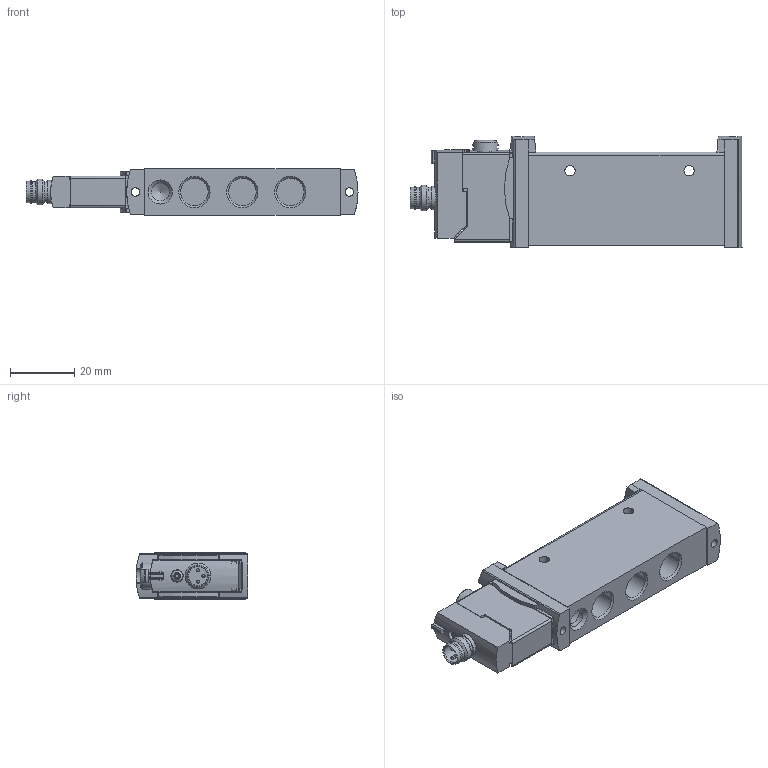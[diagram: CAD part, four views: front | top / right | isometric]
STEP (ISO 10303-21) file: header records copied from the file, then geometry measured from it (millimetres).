
FILE_DESCRIPTION(/* description */ ('STEP AP214'),/* implementation_level */ '2;1');
FILE_NAME(/* name */ '8031508_VUVG-L14-M52-MT-G18-1R8L',/* time_stamp */ '2024-09-11T03:43:07+02:00',/* author */ ('License CC BY-ND 4.0'),/* organization */ ('CADENAS'),/* preprocessor_version */ 'ST-DEVELOPER v19.3',/* originating_system */ 'PARTsolutions',/* authorisation */ ' ');
FILE_SCHEMA (('AUTOMOTIVE_DESIGN {1 0 10303 214 3 1 1}'));
Length unit declared in the file: millimetre
Products named in the file (3): 8031508 VUVG-L14-M52-MT-G18-1R8L; 564212 VUVG-L-14-M52-M-T-G18--1R8--L-----(G); 573919 VAVE-L1-1VR8-LP
Assembly tree (2 placements, depth 2):
  8031508 VUVG-L14-M52-MT-G18-1R8L
    564212 VUVG-L-14-M52-M-T-G18--1R8--L-----(G)
    573919 VAVE-L1-1VR8-LP
Bounding box: 103.2 x 34.8 x 14.4 mm (x, y, z)
Volume: 34244.8 mm3; surface area: 12579.1 mm2
Topology: 2 solids, 2 shells, 490 faces, 1309 edges, 855 vertices
Faces by surface type: plane 331, cylinder 129, cone 22, sphere 4, torus 4
Full cylindrical faces by diameter (mm): 1 x3, 1.6 x2, 1.8 x1, 2.6 x2, 2.9 x1, 3.2 x2, 3.6 x1, 3.8 x2, 3.9 x1, 5.6 x1, 5.8 x1, 6.5 x2, 6.9 x1, 7.2 x1, 8 x1, 8.1 x1, 8.566 x5
Entity records: 16563 total; most frequent: CARTESIAN_POINT 2753, DIRECTION 2525, ORIENTED_EDGE 2484, EDGE_CURVE 1242, LINE 853, VECTOR 853, VERTEX_POINT 837, AXIS2_PLACEMENT_3D 836
